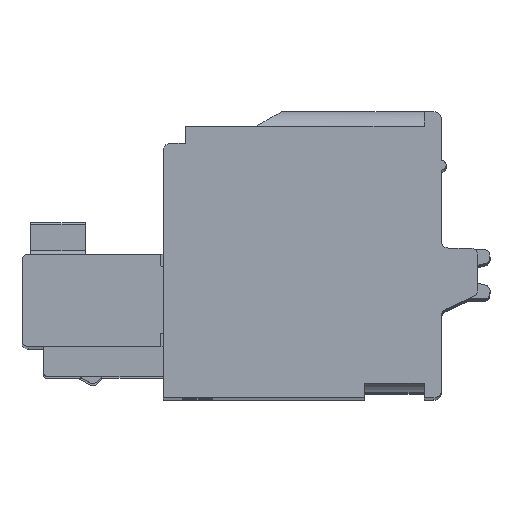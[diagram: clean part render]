
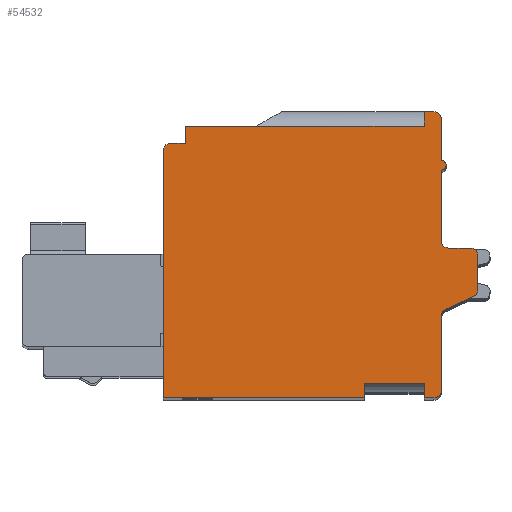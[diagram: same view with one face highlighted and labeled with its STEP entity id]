
A CAD part, top view. The second image highlights one B-rep face of the part: STEP entity #54532.
In plain terms, the highlighted planar face has unit normal (0, 0, 1).
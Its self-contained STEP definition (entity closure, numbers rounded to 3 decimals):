
#4555=DIRECTION('',(0.,-1.,0.));
#4556=VECTOR('',#4555,0.7);
#4557=CARTESIAN_POINT('',(-9.8,11.15,37.5));
#4558=LINE('',#4557,#4556);
#4687=DIRECTION('',(-1.,0.,0.));
#4688=VECTOR('',#4687,9.8);
#4689=CARTESIAN_POINT('',(0.,11.15,37.5));
#4690=LINE('',#4689,#4688);
#6236=CARTESIAN_POINT('',(0.7,9.55,37.5));
#6237=DIRECTION('',(0.,0.,1.));
#6238=DIRECTION('',(0.,-1.,0.));
#6239=AXIS2_PLACEMENT_3D('',#6236,#6237,#6238);
#6438=DIRECTION('',(0.,1.,0.));
#6439=VECTOR('',#6438,2.9);
#6440=CARTESIAN_POINT('',(0.7,6.45,37.5));
#6441=LINE('',#6440,#6439);
#6888=DIRECTION('',(0.,1.,0.));
#6889=VECTOR('',#6888,3.059);
#6890=CARTESIAN_POINT('',(0.7,0.3,37.5));
#6891=LINE('',#6890,#6889);
#10007=DIRECTION('',(0.,-1.,0.));
#10008=VECTOR('',#10007,0.6);
#10009=CARTESIAN_POINT('',(0.,0.6,37.5));
#10010=LINE('',#10009,#10008);
#13122=DIRECTION('',(0.,1.,0.));
#13123=VECTOR('',#13122,10.15);
#13124=CARTESIAN_POINT('',(-10.7,0.,37.5));
#13125=LINE('',#13124,#13123);
#13126=CARTESIAN_POINT('',(-10.4,10.15,37.5));
#13127=DIRECTION('',(0.,0.,-1.));
#13128=DIRECTION('',(-1.,0.,0.));
#13129=AXIS2_PLACEMENT_3D('',#13126,#13127,#13128);
#13131=DIRECTION('',(1.,0.,0.));
#13132=VECTOR('',#13131,0.6);
#13133=CARTESIAN_POINT('',(-10.4,10.45,37.5));
#13134=LINE('',#13133,#13132);
#13135=DIRECTION('',(1.,0.,0.));
#13136=VECTOR('',#13135,0.4);
#13137=CARTESIAN_POINT('',(0.,11.75,37.5));
#13138=LINE('',#13137,#13136);
#13139=CARTESIAN_POINT('',(0.4,11.45,37.5));
#13140=DIRECTION('',(0.,0.,-1.));
#13141=DIRECTION('',(0.,1.,0.));
#13142=AXIS2_PLACEMENT_3D('',#13139,#13140,#13141);
#13144=DIRECTION('',(0.,-1.,0.));
#13145=VECTOR('',#13144,1.7);
#13146=CARTESIAN_POINT('',(0.7,11.45,37.5));
#13147=LINE('',#13146,#13145);
#13148=CARTESIAN_POINT('',(1.,6.45,37.5));
#13149=DIRECTION('',(0.,0.,1.));
#13150=DIRECTION('',(-1.,0.,0.));
#13151=AXIS2_PLACEMENT_3D('',#13148,#13149,#13150);
#13153=DIRECTION('',(1.,0.,0.));
#13154=VECTOR('',#13153,0.9);
#13155=CARTESIAN_POINT('',(1.,6.15,37.5));
#13156=LINE('',#13155,#13154);
#13157=CARTESIAN_POINT('',(1.9,5.85,37.5));
#13158=DIRECTION('',(0.,0.,-1.));
#13159=DIRECTION('',(0.,1.,0.));
#13160=AXIS2_PLACEMENT_3D('',#13157,#13158,#13159);
#13162=DIRECTION('',(0.,-1.,0.));
#13163=VECTOR('',#13162,1.409);
#13164=CARTESIAN_POINT('',(2.2,5.85,37.5));
#13165=LINE('',#13164,#13163);
#13166=CARTESIAN_POINT('',(1.9,4.441,37.5));
#13167=DIRECTION('',(0.,0.,-1.));
#13168=DIRECTION('',(1.,0.,0.));
#13169=AXIS2_PLACEMENT_3D('',#13166,#13167,#13168);
#13171=DIRECTION('',(-0.906,-0.423,0.));
#13172=VECTOR('',#13171,1.273);
#13173=CARTESIAN_POINT('',(2.027,4.169,37.5));
#13174=LINE('',#13173,#13172);
#13175=CARTESIAN_POINT('',(1.,3.359,37.5));
#13176=DIRECTION('',(0.,0.,1.));
#13177=DIRECTION('',(-0.423,0.906,0.));
#13178=AXIS2_PLACEMENT_3D('',#13175,#13176,#13177);
#13180=CARTESIAN_POINT('',(0.4,0.3,37.5));
#13181=DIRECTION('',(0.,0.,-1.));
#13182=DIRECTION('',(1.,0.,0.));
#13183=AXIS2_PLACEMENT_3D('',#13180,#13181,#13182);
#13185=DIRECTION('',(-1.,0.,0.));
#13186=VECTOR('',#13185,0.4);
#13187=CARTESIAN_POINT('',(0.4,0.,37.5));
#13188=LINE('',#13187,#13186);
#13189=DIRECTION('',(0.,-1.,0.));
#13190=VECTOR('',#13189,0.6);
#13191=CARTESIAN_POINT('',(-2.45,0.6,37.5));
#13192=LINE('',#13191,#13190);
#13193=DIRECTION('',(-1.,0.,0.));
#13194=VECTOR('',#13193,8.25);
#13195=CARTESIAN_POINT('',(-2.45,0.,37.5));
#13196=LINE('',#13195,#13194);
#13210=DIRECTION('',(0.,-1.,0.));
#13211=VECTOR('',#13210,0.6);
#13212=CARTESIAN_POINT('',(0.,11.75,37.5));
#13213=LINE('',#13212,#13211);
#13544=DIRECTION('',(1.,0.,0.));
#13545=VECTOR('',#13544,2.45);
#13546=CARTESIAN_POINT('',(-2.45,0.6,37.5));
#13547=LINE('',#13546,#13545);
#36936=CARTESIAN_POINT('',(-2.45,0.,37.5));
#36937=CARTESIAN_POINT('',(-10.7,0.,37.5));
#36938=VERTEX_POINT('',#36936);
#36939=VERTEX_POINT('',#36937);
#36992=CARTESIAN_POINT('',(-10.7,10.15,37.5));
#36993=VERTEX_POINT('',#36992);
#37134=CARTESIAN_POINT('',(-9.8,11.15,37.5));
#37135=CARTESIAN_POINT('',(-9.8,10.45,37.5));
#37136=VERTEX_POINT('',#37134);
#37137=VERTEX_POINT('',#37135);
#37154=CARTESIAN_POINT('',(0.,11.15,37.5));
#37155=VERTEX_POINT('',#37154);
#37174=CARTESIAN_POINT('',(0.,11.75,37.5));
#37175=CARTESIAN_POINT('',(0.4,11.75,37.5));
#37176=VERTEX_POINT('',#37174);
#37177=VERTEX_POINT('',#37175);
#37178=CARTESIAN_POINT('',(0.7,11.45,37.5));
#37179=VERTEX_POINT('',#37178);
#37188=CARTESIAN_POINT('',(0.7,9.75,37.5));
#37189=VERTEX_POINT('',#37188);
#37198=CARTESIAN_POINT('',(0.7,6.45,37.5));
#37199=VERTEX_POINT('',#37198);
#37200=CARTESIAN_POINT('',(0.7,9.35,37.5));
#37201=VERTEX_POINT('',#37200);
#37216=CARTESIAN_POINT('',(0.7,0.3,37.5));
#37217=CARTESIAN_POINT('',(0.7,3.359,37.5));
#37218=VERTEX_POINT('',#37216);
#37219=VERTEX_POINT('',#37217);
#37254=CARTESIAN_POINT('',(0.4,0.,37.5));
#37255=VERTEX_POINT('',#37254);
#37256=CARTESIAN_POINT('',(0.,0.,37.5));
#37257=VERTEX_POINT('',#37256);
#37259=CARTESIAN_POINT('',(0.,0.6,37.5));
#37261=VERTEX_POINT('',#37259);
#37266=CARTESIAN_POINT('',(-2.45,0.6,37.5));
#37267=VERTEX_POINT('',#37266);
#37270=CARTESIAN_POINT('',(-10.4,10.45,37.5));
#37271=VERTEX_POINT('',#37270);
#37272=CARTESIAN_POINT('',(1.,6.15,37.5));
#37273=VERTEX_POINT('',#37272);
#37274=CARTESIAN_POINT('',(1.9,6.15,37.5));
#37275=VERTEX_POINT('',#37274);
#37276=CARTESIAN_POINT('',(2.2,5.85,37.5));
#37277=VERTEX_POINT('',#37276);
#37278=CARTESIAN_POINT('',(2.2,4.441,37.5));
#37279=VERTEX_POINT('',#37278);
#37280=CARTESIAN_POINT('',(2.027,4.169,37.5));
#37281=VERTEX_POINT('',#37280);
#37282=CARTESIAN_POINT('',(0.873,3.631,37.5));
#37283=VERTEX_POINT('',#37282);
#54490=CARTESIAN_POINT('',(-1.384,8.507,37.5));
#54491=DIRECTION('',(0.,0.,1.));
#54492=DIRECTION('',(1.,0.,0.));
#54493=AXIS2_PLACEMENT_3D('',#54490,#54491,#54492);
#54494=PLANE('',#54493);
#54495=ORIENTED_EDGE('',*,*,#53777,.T.);
#54497=ORIENTED_EDGE('',*,*,#54496,.T.);
#54498=ORIENTED_EDGE('',*,*,#54483,.T.);
#54499=ORIENTED_EDGE('',*,*,#43832,.F.);
#54500=ORIENTED_EDGE('',*,*,#44043,.F.);
#54502=ORIENTED_EDGE('',*,*,#54501,.F.);
#54503=ORIENTED_EDGE('',*,*,#46043,.T.);
#54504=ORIENTED_EDGE('',*,*,#46104,.T.);
#54505=ORIENTED_EDGE('',*,*,#46127,.T.);
#54506=ORIENTED_EDGE('',*,*,#46318,.F.);
#54507=ORIENTED_EDGE('',*,*,#46410,.F.);
#54509=ORIENTED_EDGE('',*,*,#54508,.T.);
#54511=ORIENTED_EDGE('',*,*,#54510,.T.);
#54513=ORIENTED_EDGE('',*,*,#54512,.T.);
#54515=ORIENTED_EDGE('',*,*,#54514,.T.);
#54517=ORIENTED_EDGE('',*,*,#54516,.T.);
#54519=ORIENTED_EDGE('',*,*,#54518,.T.);
#54521=ORIENTED_EDGE('',*,*,#54520,.T.);
#54522=ORIENTED_EDGE('',*,*,#46706,.F.);
#54523=ORIENTED_EDGE('',*,*,#50125,.T.);
#54524=ORIENTED_EDGE('',*,*,#50140,.T.);
#54525=ORIENTED_EDGE('',*,*,#50159,.F.);
#54527=ORIENTED_EDGE('',*,*,#54526,.F.);
#54528=ORIENTED_EDGE('',*,*,#50277,.T.);
#54529=ORIENTED_EDGE('',*,*,#50384,.T.);
#54530=EDGE_LOOP('',(#54495,#54497,#54498,#54499,#54500,#54502,#54503,#54504,
#54505,#54506,#54507,#54509,#54511,#54513,#54515,#54517,#54519,#54521,#54522,
#54523,#54524,#54525,#54527,#54528,#54529));
#54531=FACE_OUTER_BOUND('',#54530,.F.);
#6240=CIRCLE('',#6239,0.2);
#13130=CIRCLE('',#13129,0.3);
#13143=CIRCLE('',#13142,0.3);
#13152=CIRCLE('',#13151,0.3);
#13161=CIRCLE('',#13160,0.3);
#13170=CIRCLE('',#13169,0.3);
#13179=CIRCLE('',#13178,0.3);
#13184=CIRCLE('',#13183,0.3);
#43832=EDGE_CURVE('',#37136,#37137,#4558,.T.);
#44043=EDGE_CURVE('',#37155,#37136,#4690,.T.);
#46043=EDGE_CURVE('',#37176,#37177,#13138,.T.);
#46104=EDGE_CURVE('',#37177,#37179,#13143,.T.);
#46127=EDGE_CURVE('',#37179,#37189,#13147,.T.);
#46318=EDGE_CURVE('',#37201,#37189,#6240,.T.);
#46410=EDGE_CURVE('',#37199,#37201,#6441,.T.);
#46706=EDGE_CURVE('',#37218,#37219,#6891,.T.);
#50125=EDGE_CURVE('',#37218,#37255,#13184,.T.);
#50140=EDGE_CURVE('',#37255,#37257,#13188,.T.);
#50159=EDGE_CURVE('',#37261,#37257,#10010,.T.);
#50277=EDGE_CURVE('',#37267,#36938,#13192,.T.);
#50384=EDGE_CURVE('',#36938,#36939,#13196,.T.);
#53777=EDGE_CURVE('',#36939,#36993,#13125,.T.);
#54483=EDGE_CURVE('',#37271,#37137,#13134,.T.);
#54496=EDGE_CURVE('',#36993,#37271,#13130,.T.);
#54501=EDGE_CURVE('',#37176,#37155,#13213,.T.);
#54508=EDGE_CURVE('',#37199,#37273,#13152,.T.);
#54510=EDGE_CURVE('',#37273,#37275,#13156,.T.);
#54512=EDGE_CURVE('',#37275,#37277,#13161,.T.);
#54514=EDGE_CURVE('',#37277,#37279,#13165,.T.);
#54516=EDGE_CURVE('',#37279,#37281,#13170,.T.);
#54518=EDGE_CURVE('',#37281,#37283,#13174,.T.);
#54520=EDGE_CURVE('',#37283,#37219,#13179,.T.);
#54526=EDGE_CURVE('',#37267,#37261,#13547,.T.);
#54532=ADVANCED_FACE('',(#54531),#54494,.T.);
